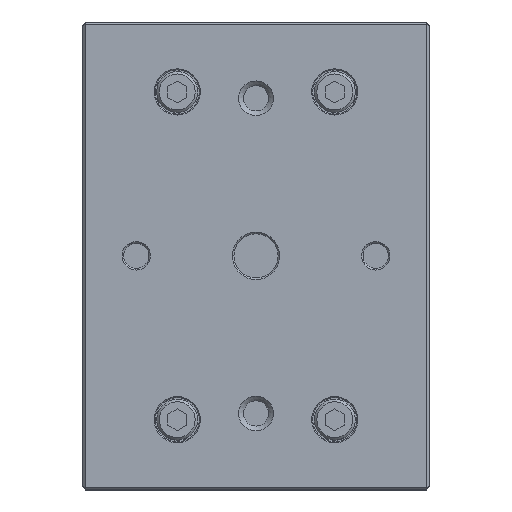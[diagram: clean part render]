
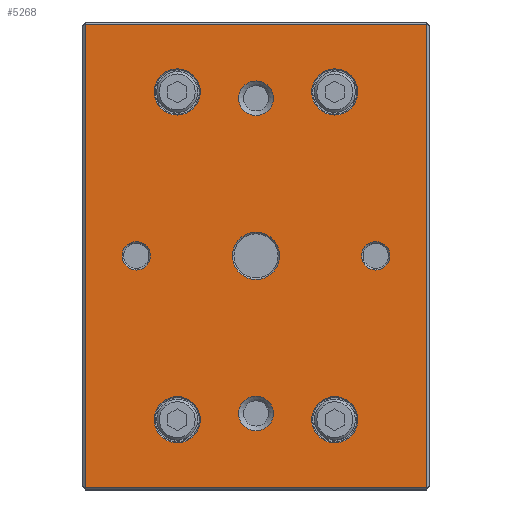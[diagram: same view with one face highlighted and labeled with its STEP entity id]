
A CAD part, top view. The second image highlights one B-rep face of the part: STEP entity #5268.
In plain terms, the highlighted planar face has unit normal (0, 0, 1).
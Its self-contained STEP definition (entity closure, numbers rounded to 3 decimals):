
#4797=FACE_BOUND('',#7677,.T.);
#4798=FACE_BOUND('',#7678,.T.);
#4799=FACE_BOUND('',#7679,.T.);
#4800=FACE_BOUND('',#7680,.T.);
#4801=FACE_BOUND('',#7681,.T.);
#4802=FACE_BOUND('',#7682,.T.);
#4803=FACE_BOUND('',#7683,.T.);
#4804=FACE_BOUND('',#7684,.T.);
#4805=FACE_BOUND('',#7685,.T.);
#4806=FACE_BOUND('',#7686,.T.);
#5039=CIRCLE('',#20080,7.5);
#5040=CIRCLE('',#20081,4.5);
#5041=CIRCLE('',#20082,4.5);
#5042=CIRCLE('',#20083,5.5);
#5043=CIRCLE('',#20084,5.5);
#5044=CIRCLE('',#20085,7.325);
#5045=CIRCLE('',#20086,7.325);
#5046=CIRCLE('',#20087,7.325);
#5047=CIRCLE('',#20088,7.325);
#5268=ADVANCED_FACE('',(#4797,#4798,#4799,#4800,#4801,#4802,#4803,#4804,
#4805,#4806),#6130,.F.);
#6130=PLANE('',#20089);
#7677=EDGE_LOOP('',(#9611));
#7678=EDGE_LOOP('',(#9612));
#7679=EDGE_LOOP('',(#9613));
#7680=EDGE_LOOP('',(#9614));
#7681=EDGE_LOOP('',(#9615));
#7682=EDGE_LOOP('',(#9616));
#7683=EDGE_LOOP('',(#9617));
#7684=EDGE_LOOP('',(#9618));
#7685=EDGE_LOOP('',(#9619));
#7686=EDGE_LOOP('',(#9620,#9621,#9622,#9623));
#9611=ORIENTED_EDGE('',*,*,#15108,.T.);
#9612=ORIENTED_EDGE('',*,*,#15109,.F.);
#9613=ORIENTED_EDGE('',*,*,#15110,.T.);
#9614=ORIENTED_EDGE('',*,*,#15111,.T.);
#9615=ORIENTED_EDGE('',*,*,#15112,.T.);
#9616=ORIENTED_EDGE('',*,*,#15113,.T.);
#9617=ORIENTED_EDGE('',*,*,#15114,.T.);
#9618=ORIENTED_EDGE('',*,*,#15115,.T.);
#9619=ORIENTED_EDGE('',*,*,#15116,.T.);
#9620=ORIENTED_EDGE('',*,*,#15117,.T.);
#9621=ORIENTED_EDGE('',*,*,#15118,.T.);
#9622=ORIENTED_EDGE('',*,*,#15119,.T.);
#9623=ORIENTED_EDGE('',*,*,#15120,.T.);
#13533=VERTEX_POINT('',#26197);
#13534=VERTEX_POINT('',#26199);
#13535=VERTEX_POINT('',#26201);
#13536=VERTEX_POINT('',#26203);
#13537=VERTEX_POINT('',#26205);
#13538=VERTEX_POINT('',#26207);
#13539=VERTEX_POINT('',#26209);
#13540=VERTEX_POINT('',#26211);
#13541=VERTEX_POINT('',#26213);
#13542=VERTEX_POINT('',#26215);
#13543=VERTEX_POINT('',#26216);
#13544=VERTEX_POINT('',#26218);
#13545=VERTEX_POINT('',#26220);
#15108=EDGE_CURVE('',#13533,#13533,#5039,.T.);
#15109=EDGE_CURVE('',#13534,#13534,#5040,.T.);
#15110=EDGE_CURVE('',#13535,#13535,#5041,.T.);
#15111=EDGE_CURVE('',#13536,#13536,#5042,.T.);
#15112=EDGE_CURVE('',#13537,#13537,#5043,.T.);
#15113=EDGE_CURVE('',#13538,#13538,#5044,.T.);
#15114=EDGE_CURVE('',#13539,#13539,#5045,.T.);
#15115=EDGE_CURVE('',#13540,#13540,#5046,.T.);
#15116=EDGE_CURVE('',#13541,#13541,#5047,.T.);
#15117=EDGE_CURVE('',#13542,#13543,#17067,.T.);
#15118=EDGE_CURVE('',#13543,#13544,#17068,.T.);
#15119=EDGE_CURVE('',#13544,#13545,#17069,.T.);
#15120=EDGE_CURVE('',#13545,#13542,#17070,.T.);
#17067=LINE('',#26214,#18747);
#17068=LINE('',#26217,#18748);
#17069=LINE('',#26219,#18749);
#17070=LINE('',#26221,#18750);
#18747=VECTOR('',#21743,1.);
#18748=VECTOR('',#21744,1.);
#18749=VECTOR('',#21745,1.);
#18750=VECTOR('',#21746,1.);
#20080=AXIS2_PLACEMENT_3D('',#26196,#21725,#21726);
#20081=AXIS2_PLACEMENT_3D('',#26198,#21727,#21728);
#20082=AXIS2_PLACEMENT_3D('',#26200,#21729,#21730);
#20083=AXIS2_PLACEMENT_3D('',#26202,#21731,#21732);
#20084=AXIS2_PLACEMENT_3D('',#26204,#21733,#21734);
#20085=AXIS2_PLACEMENT_3D('',#26206,#21735,#21736);
#20086=AXIS2_PLACEMENT_3D('',#26208,#21737,#21738);
#20087=AXIS2_PLACEMENT_3D('',#26210,#21739,#21740);
#20088=AXIS2_PLACEMENT_3D('',#26212,#21741,#21742);
#20089=AXIS2_PLACEMENT_3D('',#26222,#21747,#21748);
#21725=DIRECTION('',(0.,0.,-1.));
#21726=DIRECTION('',(-1.,0.,0.));
#21727=DIRECTION('',(0.,0.,1.));
#21728=DIRECTION('',(1.,0.,0.));
#21729=DIRECTION('',(0.,0.,-1.));
#21730=DIRECTION('',(-1.,0.,0.));
#21731=DIRECTION('',(0.,0.,-1.));
#21732=DIRECTION('',(-1.,0.,0.));
#21733=DIRECTION('',(0.,0.,-1.));
#21734=DIRECTION('',(-1.,0.,0.));
#21735=DIRECTION('',(0.,0.,-1.));
#21736=DIRECTION('',(-1.,0.,0.));
#21737=DIRECTION('',(0.,0.,-1.));
#21738=DIRECTION('',(-1.,0.,0.));
#21739=DIRECTION('',(0.,0.,-1.));
#21740=DIRECTION('',(-1.,0.,0.));
#21741=DIRECTION('',(0.,0.,-1.));
#21742=DIRECTION('',(-1.,0.,0.));
#21743=DIRECTION('',(1.,0.,0.));
#21744=DIRECTION('',(0.,1.,0.));
#21745=DIRECTION('',(-1.,0.,0.));
#21746=DIRECTION('',(0.,-1.,0.));
#21747=DIRECTION('',(0.,0.,-1.));
#21748=DIRECTION('',(1.,0.,0.));
#26196=CARTESIAN_POINT('',(135.,74.2,60.));
#26197=CARTESIAN_POINT('',(127.5,74.2,60.));
#26198=CARTESIAN_POINT('',(173.,74.2,60.));
#26199=CARTESIAN_POINT('',(177.5,74.2,60.));
#26200=CARTESIAN_POINT('',(97.,74.2,60.));
#26201=CARTESIAN_POINT('',(92.5,74.2,60.));
#26202=CARTESIAN_POINT('',(135.,24.2,60.));
#26203=CARTESIAN_POINT('',(129.5,24.2,60.));
#26204=CARTESIAN_POINT('',(135.,124.2,60.));
#26205=CARTESIAN_POINT('',(129.5,124.2,60.));
#26206=CARTESIAN_POINT('',(160.,22.2,60.));
#26207=CARTESIAN_POINT('',(152.675,22.2,60.));
#26208=CARTESIAN_POINT('',(160.,126.2,60.));
#26209=CARTESIAN_POINT('',(152.675,126.2,60.));
#26210=CARTESIAN_POINT('',(110.,22.2,60.));
#26211=CARTESIAN_POINT('',(102.675,22.2,60.));
#26212=CARTESIAN_POINT('',(110.,126.2,60.));
#26213=CARTESIAN_POINT('',(102.675,126.2,60.));
#26214=CARTESIAN_POINT('',(190.,0.7,60.));
#26215=CARTESIAN_POINT('',(81.,0.7,60.));
#26216=CARTESIAN_POINT('',(189.,0.7,60.));
#26217=CARTESIAN_POINT('',(189.,148.4,60.));
#26218=CARTESIAN_POINT('',(189.,147.7,60.));
#26219=CARTESIAN_POINT('',(190.,147.7,60.));
#26220=CARTESIAN_POINT('',(81.,147.7,60.));
#26221=CARTESIAN_POINT('',(81.,0.7,60.));
#26222=CARTESIAN_POINT('',(190.,148.4,60.));
